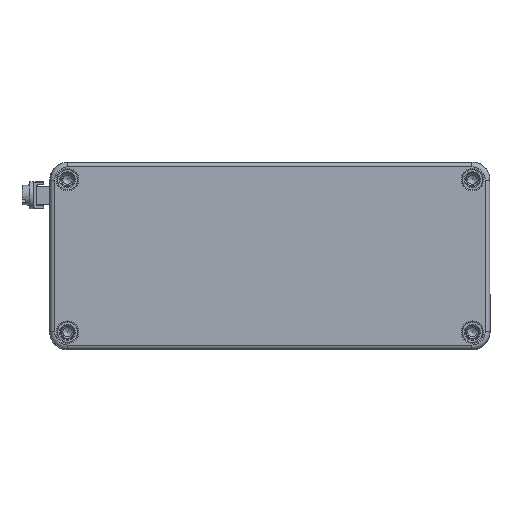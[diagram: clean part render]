
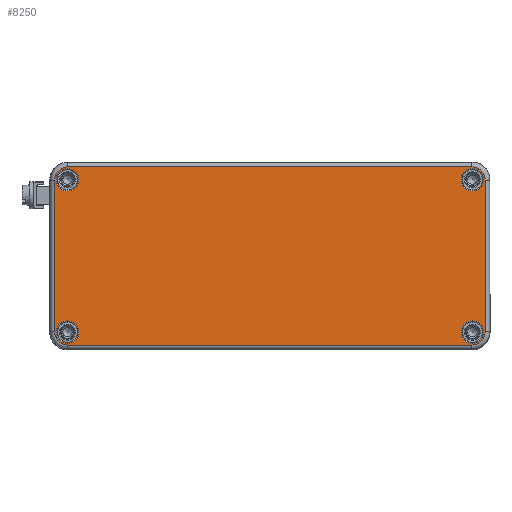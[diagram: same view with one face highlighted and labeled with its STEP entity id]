
A CAD part, top view. The second image highlights one B-rep face of the part: STEP entity #8250.
In plain terms, the highlighted planar face has unit normal (0, 0, 1).
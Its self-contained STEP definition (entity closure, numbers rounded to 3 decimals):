
#8107=CARTESIAN_POINT('',(147.847,58.,9.5));
#8108=VERTEX_POINT('',#8107);
#8109=CARTESIAN_POINT('',(144.,58.,9.5));
#8110=DIRECTION('',(0.0,0.0,1.0));
#8111=DIRECTION('',(-1.0,0.0,0.0));
#8112=AXIS2_PLACEMENT_3D('',#8109,#8110,#8111);
#8113=CIRCLE('',#8112,3.847);
#8114=EDGE_CURVE('',#8108,#8108,#8113,.T.);
#8139=CARTESIAN_POINT('',(75.,32.,9.5));
#8140=DIRECTION('',(0.0,0.0,1.0));
#8141=DIRECTION('',(1.0,0.0,0.0));
#8142=AXIS2_PLACEMENT_3D('',#8139,#8140,#8141);
#8143=PLANE('',#8142);
#8144=CARTESIAN_POINT('',(1.64,6.139,9.5));
#8145=VERTEX_POINT('',#8144);
#8146=CARTESIAN_POINT('',(1.64,57.861,9.5));
#8147=VERTEX_POINT('',#8146);
#8148=CARTESIAN_POINT('',(1.64,6.139,9.5));
#8149=DIRECTION('',(0.0,1.0,0.0));
#8150=VECTOR('',#8149,51.722);
#8151=LINE('',#8148,#8150);
#8152=EDGE_CURVE('',#8145,#8147,#8151,.T.);
#8153=ORIENTED_EDGE('',*,*,#8152,.F.);
#8154=CARTESIAN_POINT('',(6.139,1.64,9.5));
#8155=VERTEX_POINT('',#8154);
#8156=CARTESIAN_POINT('',(6.141,6.141,9.5));
#8157=DIRECTION('',(0.0,0.0,-1.0));
#8158=DIRECTION('',(-0.707,-0.707,0.0));
#8159=AXIS2_PLACEMENT_3D('',#8156,#8157,#8158);
#8160=ELLIPSE('',#8159,4.501,4.5);
#8161=EDGE_CURVE('',#8155,#8145,#8160,.T.);
#8162=ORIENTED_EDGE('',*,*,#8161,.F.);
#8163=CARTESIAN_POINT('',(143.861,1.64,9.5));
#8164=VERTEX_POINT('',#8163);
#8165=CARTESIAN_POINT('',(143.861,1.64,9.5));
#8166=DIRECTION('',(-1.0,0.0,0.0));
#8167=VECTOR('',#8166,137.722);
#8168=LINE('',#8165,#8167);
#8169=EDGE_CURVE('',#8164,#8155,#8168,.T.);
#8170=ORIENTED_EDGE('',*,*,#8169,.F.);
#8171=CARTESIAN_POINT('',(148.36,6.139,9.5));
#8172=VERTEX_POINT('',#8171);
#8173=CARTESIAN_POINT('',(143.859,6.141,9.5));
#8174=DIRECTION('',(0.0,0.0,-1.0));
#8175=DIRECTION('',(0.707,-0.707,0.0));
#8176=AXIS2_PLACEMENT_3D('',#8173,#8174,#8175);
#8177=ELLIPSE('',#8176,4.501,4.5);
#8178=EDGE_CURVE('',#8172,#8164,#8177,.T.);
#8179=ORIENTED_EDGE('',*,*,#8178,.F.);
#8180=CARTESIAN_POINT('',(148.36,57.861,9.5));
#8181=VERTEX_POINT('',#8180);
#8182=CARTESIAN_POINT('',(148.36,57.861,9.5));
#8183=DIRECTION('',(0.0,-1.0,0.0));
#8184=VECTOR('',#8183,51.722);
#8185=LINE('',#8182,#8184);
#8186=EDGE_CURVE('',#8181,#8172,#8185,.T.);
#8187=ORIENTED_EDGE('',*,*,#8186,.F.);
#8188=CARTESIAN_POINT('',(143.861,62.36,9.5));
#8189=VERTEX_POINT('',#8188);
#8190=CARTESIAN_POINT('',(143.859,57.859,9.5));
#8191=DIRECTION('',(0.0,0.0,-1.0));
#8192=DIRECTION('',(0.707,0.707,0.0));
#8193=AXIS2_PLACEMENT_3D('',#8190,#8191,#8192);
#8194=ELLIPSE('',#8193,4.501,4.5);
#8195=EDGE_CURVE('',#8189,#8181,#8194,.T.);
#8196=ORIENTED_EDGE('',*,*,#8195,.F.);
#8197=CARTESIAN_POINT('',(6.139,62.36,9.5));
#8198=VERTEX_POINT('',#8197);
#8199=CARTESIAN_POINT('',(6.139,62.36,9.5));
#8200=DIRECTION('',(1.0,0.0,0.0));
#8201=VECTOR('',#8200,137.722);
#8202=LINE('',#8199,#8201);
#8203=EDGE_CURVE('',#8198,#8189,#8202,.T.);
#8204=ORIENTED_EDGE('',*,*,#8203,.F.);
#8205=CARTESIAN_POINT('',(6.141,57.859,9.5));
#8206=DIRECTION('',(0.0,0.0,-1.0));
#8207=DIRECTION('',(-0.707,0.707,0.0));
#8208=AXIS2_PLACEMENT_3D('',#8205,#8206,#8207);
#8209=ELLIPSE('',#8208,4.501,4.5);
#8210=EDGE_CURVE('',#8147,#8198,#8209,.T.);
#8211=ORIENTED_EDGE('',*,*,#8210,.F.);
#8212=EDGE_LOOP('',(#8153,#8162,#8170,#8179,#8187,#8196,#8204,#8211));
#8213=FACE_OUTER_BOUND('',#8212,.T.);
#8214=CARTESIAN_POINT('',(147.847,6.,9.5));
#8215=VERTEX_POINT('',#8214);
#8216=CARTESIAN_POINT('',(144.,6.,9.5));
#8217=DIRECTION('',(0.0,0.0,1.0));
#8218=DIRECTION('',(-1.0,0.0,0.0));
#8219=AXIS2_PLACEMENT_3D('',#8216,#8217,#8218);
#8220=CIRCLE('',#8219,3.847);
#8221=EDGE_CURVE('',#8215,#8215,#8220,.T.);
#8222=ORIENTED_EDGE('',*,*,#8221,.F.);
#8223=EDGE_LOOP('',(#8222));
#8224=FACE_BOUND('',#8223,.T.);
#8225=CARTESIAN_POINT('',(9.847,6.,9.5));
#8226=VERTEX_POINT('',#8225);
#8227=CARTESIAN_POINT('',(6.,6.,9.5));
#8228=DIRECTION('',(0.0,0.0,1.0));
#8229=DIRECTION('',(-1.0,0.0,0.0));
#8230=AXIS2_PLACEMENT_3D('',#8227,#8228,#8229);
#8231=CIRCLE('',#8230,3.847);
#8232=EDGE_CURVE('',#8226,#8226,#8231,.T.);
#8233=ORIENTED_EDGE('',*,*,#8232,.F.);
#8234=EDGE_LOOP('',(#8233));
#8235=FACE_BOUND('',#8234,.T.);
#8236=CARTESIAN_POINT('',(9.847,58.,9.5));
#8237=VERTEX_POINT('',#8236);
#8238=CARTESIAN_POINT('',(6.,58.,9.5));
#8239=DIRECTION('',(0.0,0.0,1.0));
#8240=DIRECTION('',(-1.0,0.0,0.0));
#8241=AXIS2_PLACEMENT_3D('',#8238,#8239,#8240);
#8242=CIRCLE('',#8241,3.847);
#8243=EDGE_CURVE('',#8237,#8237,#8242,.T.);
#8244=ORIENTED_EDGE('',*,*,#8243,.F.);
#8245=EDGE_LOOP('',(#8244));
#8246=FACE_BOUND('',#8245,.T.);
#8247=ORIENTED_EDGE('',*,*,#8114,.F.);
#8248=EDGE_LOOP('',(#8247));
#8249=FACE_BOUND('',#8248,.T.);
#8250=ADVANCED_FACE('',(#8213,#8224,#8235,#8246,#8249),#8143,.T.);
